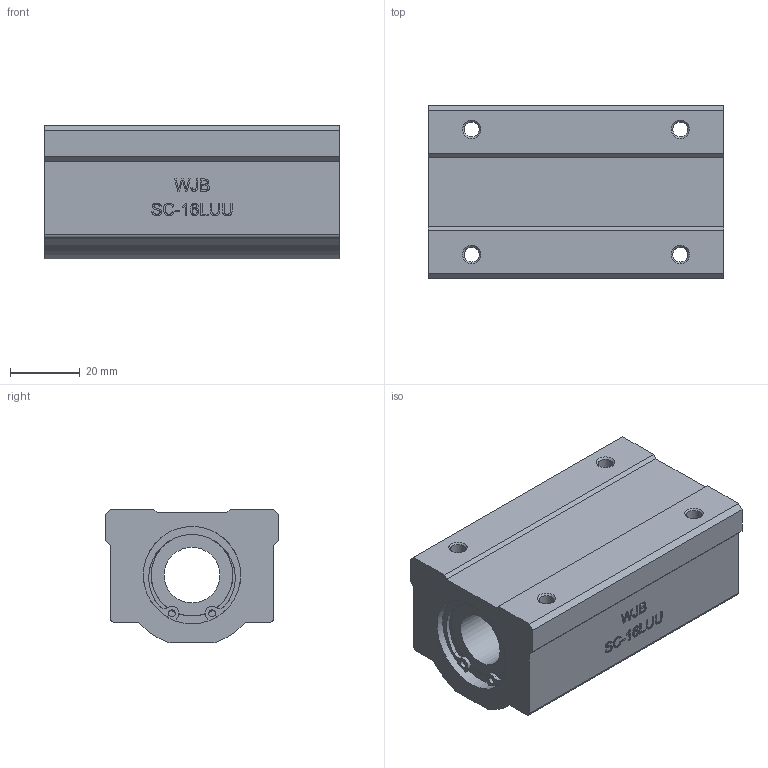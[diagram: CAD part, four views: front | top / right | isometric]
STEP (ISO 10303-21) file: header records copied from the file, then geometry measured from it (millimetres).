
FILE_DESCRIPTION(/* description */ (''),/* implementation_level */ '2;1');
FILE_NAME(/* name */ 'WJB-SC16LUU.stp',/* time_stamp */ '2018-11-27T23:37:01+08:00',/* author */ (''),/* organization */ (''),/* preprocessor_version */ 'ST-DEVELOPER v11',/* originating_system */ 'SIEMENS UGS NX 6.0',/* authorisation */ '');
FILE_SCHEMA (('CONFIG_CONTROL_DESIGN'));
Length unit declared in the file: millimetre
Products named in the file (1): WJB-SC16LUU
Bounding box: 85 x 50 x 38.5 mm (x, y, z)
Volume: 120892.3 mm3; surface area: 24040.4 mm2
Topology: 3 solids, 3 shells, 257 faces, 655 edges, 430 vertices
Faces by surface type: plane 152, extrusion 70, cylinder 31, cone 4
Full cylindrical faces by diameter (mm): 2 x4, 4.3 x4, 16 x1, 23.5 x2, 26.6 x2, 28 x4
Entity records: 9572 total; most frequent: CARTESIAN_POINT 3722, ORIENTED_EDGE 1244, DIRECTION 952, EDGE_CURVE 622, VERTEX_POINT 418, VECTOR 372, EDGE_LOOP 326, LINE 302
